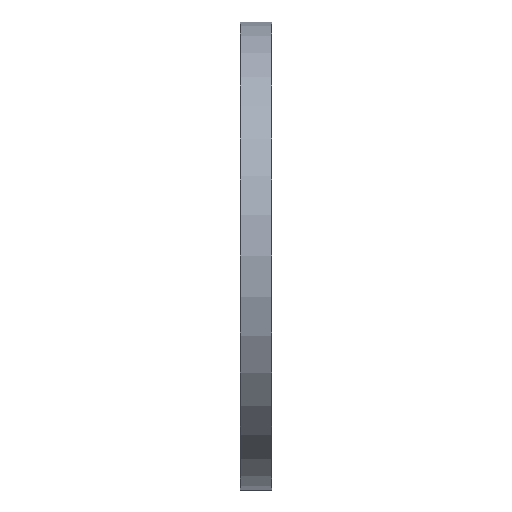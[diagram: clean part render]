
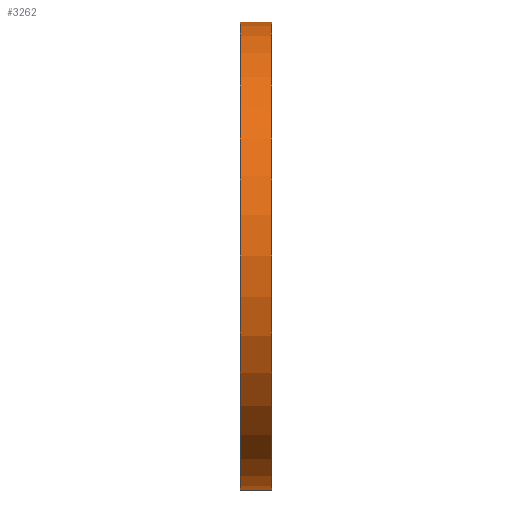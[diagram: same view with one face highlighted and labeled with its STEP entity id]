
A CAD part, left-side view. The second image highlights one B-rep face of the part: STEP entity #3262.
In plain terms, the highlighted cylindrical face has radius 60 mm (diameter 120 mm), a partial arc.
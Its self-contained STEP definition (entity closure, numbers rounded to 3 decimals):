
#19 = VECTOR ( 'NONE', #9693, 1000. ) ;
#469 = AXIS2_PLACEMENT_3D ( 'NONE', #4381, #8918, #11284 ) ;
#728 = CYLINDRICAL_SURFACE ( 'NONE', #10350, 60. ) ;
#2087 = EDGE_CURVE ( 'NONE', #11183, #4581, #13041, .T. ) ;
#2373 = CARTESIAN_POINT ( 'NONE',  ( 0., 8., 60. ) ) ;
#3203 = DIRECTION ( 'NONE',  ( 0., -1., 0. ) ) ;
#3262 = ADVANCED_FACE ( 'NONE', ( #12536 ), #728, .T. ) ;
#3712 = CARTESIAN_POINT ( 'NONE',  ( 0., 0., 60. ) ) ;
#3723 = DIRECTION ( 'NONE',  ( 0., 1., 0. ) ) ;
#4381 = CARTESIAN_POINT ( 'NONE',  ( 0., 0., 0. ) ) ;
#4478 = DIRECTION ( 'NONE',  ( 0., 0., -1. ) ) ;
#4581 = VERTEX_POINT ( 'NONE', #2373 ) ;
#4969 = ORIENTED_EDGE ( 'NONE', *, *, #13989, .T. ) ;
#5965 = ORIENTED_EDGE ( 'NONE', *, *, #2087, .F. ) ;
#6438 = CARTESIAN_POINT ( 'NONE',  ( 0., 8., -60. ) ) ;
#7087 = LINE ( 'NONE', #7110, #8450 ) ;
#7110 = CARTESIAN_POINT ( 'NONE',  ( 0., 8., 60. ) ) ;
#7220 = EDGE_LOOP ( 'NONE', ( #8028, #5965, #11253, #4969 ) ) ;
#8028 = ORIENTED_EDGE ( 'NONE', *, *, #8608, .F. ) ;
#8160 = CARTESIAN_POINT ( 'NONE',  ( 0., 0., -60. ) ) ;
#8228 = VERTEX_POINT ( 'NONE', #3712 ) ;
#8450 = VECTOR ( 'NONE', #11559, 1000. ) ;
#8538 = CIRCLE ( 'NONE', #469, 60. ) ;
#8608 = EDGE_CURVE ( 'NONE', #4581, #8228, #7087, .T. ) ;
#8918 = DIRECTION ( 'NONE',  ( 0., 1., 0. ) ) ;
#9212 = CARTESIAN_POINT ( 'NONE',  ( 0., 8., 0. ) ) ;
#9693 = DIRECTION ( 'NONE',  ( 0., -1., 0. ) ) ;
#10350 = AXIS2_PLACEMENT_3D ( 'NONE', #12585, #3203, #4478 ) ;
#10773 = CARTESIAN_POINT ( 'NONE',  ( 0., 8., -60. ) ) ;
#10788 = EDGE_CURVE ( 'NONE', #11183, #11069, #11474, .T. ) ;
#11069 = VERTEX_POINT ( 'NONE', #8160 ) ;
#11183 = VERTEX_POINT ( 'NONE', #6438 ) ;
#11253 = ORIENTED_EDGE ( 'NONE', *, *, #10788, .T. ) ;
#11284 = DIRECTION ( 'NONE',  ( 0., 0., 1. ) ) ;
#11372 = DIRECTION ( 'NONE',  ( 0., 0., 1. ) ) ;
#11474 = LINE ( 'NONE', #10773, #19 ) ;
#11559 = DIRECTION ( 'NONE',  ( 0., -1., 0. ) ) ;
#11626 = AXIS2_PLACEMENT_3D ( 'NONE', #9212, #3723, #11372 ) ;
#12536 = FACE_OUTER_BOUND ( 'NONE', #7220, .T. ) ;
#12585 = CARTESIAN_POINT ( 'NONE',  ( 0., 8., 0. ) ) ;
#13041 = CIRCLE ( 'NONE', #11626, 60. ) ;
#13989 = EDGE_CURVE ( 'NONE', #11069, #8228, #8538, .T. ) ;
